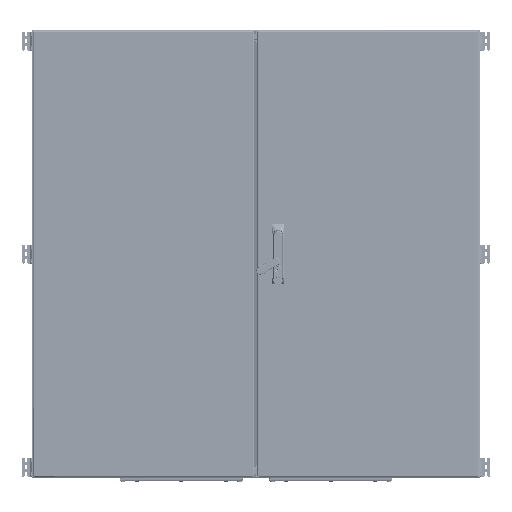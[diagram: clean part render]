
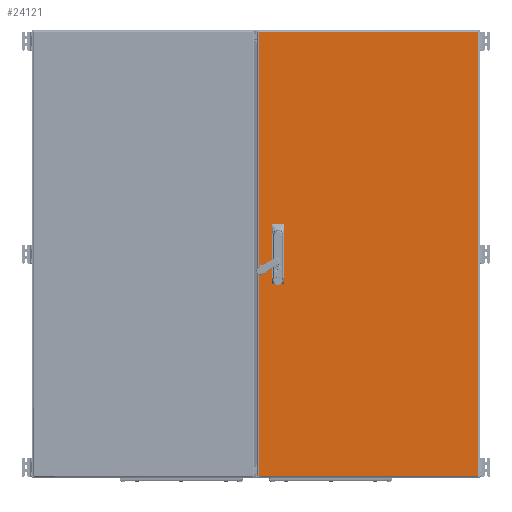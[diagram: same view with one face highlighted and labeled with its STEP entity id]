
A CAD part, top view. The second image highlights one B-rep face of the part: STEP entity #24121.
In plain terms, the highlighted planar face has unit normal (0, 0, 1).
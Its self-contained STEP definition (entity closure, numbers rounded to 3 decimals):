
#3547 = EDGE_CURVE ( 'NONE', #164830, #191433, #66841, .T. ) ;
#5127 = DIRECTION ( 'NONE',  ( 0., 0., -1. ) ) ;
#5237 = LINE ( 'NONE', #56637, #91325 ) ;
#5372 = VECTOR ( 'NONE', #61289, 1000. ) ;
#6410 = VECTOR ( 'NONE', #138597, 1000. ) ;
#8620 = CARTESIAN_POINT ( 'NONE',  ( 293., -594.293, 0. ) ) ;
#9365 = EDGE_CURVE ( 'NONE', #137574, #90677, #178307, .T. ) ;
#9687 = DIRECTION ( 'NONE',  ( 0., 1., 0. ) ) ;
#18281 = DIRECTION ( 'NONE',  ( -1., 0., 0. ) ) ;
#23421 = VECTOR ( 'NONE', #169733, 1000. ) ;
#24121 = ADVANCED_FACE ( 'NONE', ( #26921, #189052, #71884 ), #109049, .F. ) ;
#26921 = FACE_BOUND ( 'NONE', #88747, .T. ) ;
#28791 = VECTOR ( 'NONE', #18281, 1000. ) ;
#31502 = ORIENTED_EDGE ( 'NONE', *, *, #95403, .T. ) ;
#32914 = DIRECTION ( 'NONE',  ( 0., -1., 0. ) ) ;
#41953 = EDGE_CURVE ( 'NONE', #115896, #51255, #45985, .T. ) ;
#45985 = LINE ( 'NONE', #179564, #60598 ) ;
#50414 = CARTESIAN_POINT ( 'NONE',  ( -293., 594.293, 0. ) ) ;
#51255 = VERTEX_POINT ( 'NONE', #117092 ) ;
#52229 = ORIENTED_EDGE ( 'NONE', *, *, #204446, .T. ) ;
#54521 = VECTOR ( 'NONE', #103332, 1000. ) ;
#56308 = ORIENTED_EDGE ( 'NONE', *, *, #146788, .T. ) ;
#56637 = CARTESIAN_POINT ( 'NONE',  ( -253.8, -75., 0. ) ) ;
#58392 = CARTESIAN_POINT ( 'NONE',  ( -253.8, 0., 0. ) ) ;
#60598 = VECTOR ( 'NONE', #137823, 1000. ) ;
#61289 = DIRECTION ( 'NONE',  ( -1., 0., 0. ) ) ;
#64020 = VERTEX_POINT ( 'NONE', #108877 ) ;
#65587 = CARTESIAN_POINT ( 'NONE',  ( -228.8, -75., 0. ) ) ;
#66841 = LINE ( 'NONE', #50414, #135632 ) ;
#69057 = VERTEX_POINT ( 'NONE', #86286 ) ;
#71884 = FACE_BOUND ( 'NONE', #88740, .T. ) ;
#77796 = ORIENTED_EDGE ( 'NONE', *, *, #97137, .F. ) ;
#82186 = ORIENTED_EDGE ( 'NONE', *, *, #164087, .T. ) ;
#83557 = ORIENTED_EDGE ( 'NONE', *, *, #41953, .T. ) ;
#84776 = CARTESIAN_POINT ( 'NONE',  ( -294.293, -593., 0. ) ) ;
#86286 = CARTESIAN_POINT ( 'NONE',  ( -253.8, -75., 0. ) ) ;
#87301 = EDGE_CURVE ( 'NONE', #183936, #64020, #127330, .T. ) ;
#88740 = EDGE_LOOP ( 'NONE', ( #52229, #56308, #161122, #77796 ) ) ;
#88747 = EDGE_LOOP ( 'NONE', ( #193498, #142913, #83557, #82186 ) ) ;
#89641 = CARTESIAN_POINT ( 'NONE',  ( 293., 593., 0. ) ) ;
#90677 = VERTEX_POINT ( 'NONE', #89641 ) ;
#91325 = VECTOR ( 'NONE', #121271, 1000. ) ;
#91599 = CARTESIAN_POINT ( 'NONE',  ( -228.8, -25., 0. ) ) ;
#94913 = VECTOR ( 'NONE', #9687, 1000. ) ;
#95403 = EDGE_CURVE ( 'NONE', #191433, #137574, #188754, .T. ) ;
#95995 = CARTESIAN_POINT ( 'NONE',  ( -228.8, 75., 0. ) ) ;
#97137 = EDGE_CURVE ( 'NONE', #180105, #177714, #101775, .T. ) ;
#98129 = ORIENTED_EDGE ( 'NONE', *, *, #9365, .T. ) ;
#99283 = CARTESIAN_POINT ( 'NONE',  ( 0., 75., 0. ) ) ;
#101775 = LINE ( 'NONE', #152209, #23421 ) ;
#103332 = DIRECTION ( 'NONE',  ( 1., 0., 0. ) ) ;
#104635 = LINE ( 'NONE', #155051, #6410 ) ;
#105866 = CARTESIAN_POINT ( 'NONE',  ( 293., -593., 0. ) ) ;
#106576 = CARTESIAN_POINT ( 'NONE',  ( -228.8, -75., 0. ) ) ;
#107096 = CARTESIAN_POINT ( 'NONE',  ( -253.8, 75., 0. ) ) ;
#108877 = CARTESIAN_POINT ( 'NONE',  ( -253.8, 25., 0. ) ) ;
#109049 = PLANE ( 'NONE',  #146133 ) ;
#112729 = LINE ( 'NONE', #65587, #5372 ) ;
#113868 = CARTESIAN_POINT ( 'NONE',  ( -228.8, -25., 0. ) ) ;
#115896 = VERTEX_POINT ( 'NONE', #95995 ) ;
#117092 = CARTESIAN_POINT ( 'NONE',  ( -228.8, 25., 0. ) ) ;
#121271 = DIRECTION ( 'NONE',  ( 0., 1., 0. ) ) ;
#127280 = VECTOR ( 'NONE', #180677, 1000. ) ;
#127330 = LINE ( 'NONE', #58392, #150891 ) ;
#128142 = CARTESIAN_POINT ( 'NONE',  ( -293., -593., 0. ) ) ;
#134653 = CARTESIAN_POINT ( 'NONE',  ( 294.293, 593., 0. ) ) ;
#135388 = LINE ( 'NONE', #99283, #28791 ) ;
#135632 = VECTOR ( 'NONE', #32914, 1000. ) ;
#136299 = EDGE_CURVE ( 'NONE', #177714, #180204, #211366, .T. ) ;
#137574 = VERTEX_POINT ( 'NONE', #105866 ) ;
#137823 = DIRECTION ( 'NONE',  ( 0., -1., 0. ) ) ;
#138597 = DIRECTION ( 'NONE',  ( -1., 0., 0. ) ) ;
#142913 = ORIENTED_EDGE ( 'NONE', *, *, #152705, .F. ) ;
#146133 = AXIS2_PLACEMENT_3D ( 'NONE', #193353, #5127, #175894 ) ;
#146788 = EDGE_CURVE ( 'NONE', #69057, #180204, #5237, .T. ) ;
#150891 = VECTOR ( 'NONE', #192022, 1000. ) ;
#152209 = CARTESIAN_POINT ( 'NONE',  ( -228.8, -75., 0. ) ) ;
#152705 = EDGE_CURVE ( 'NONE', #115896, #183936, #135388, .T. ) ;
#155051 = CARTESIAN_POINT ( 'NONE',  ( 0., 25., 0. ) ) ;
#161122 = ORIENTED_EDGE ( 'NONE', *, *, #136299, .F. ) ;
#164087 = EDGE_CURVE ( 'NONE', #51255, #64020, #104635, .T. ) ;
#164830 = VERTEX_POINT ( 'NONE', #187338 ) ;
#168663 = DIRECTION ( 'NONE',  ( -1., 0., 0. ) ) ;
#169733 = DIRECTION ( 'NONE',  ( 0., 1., 0. ) ) ;
#170893 = ORIENTED_EDGE ( 'NONE', *, *, #3547, .T. ) ;
#172117 = EDGE_LOOP ( 'NONE', ( #31502, #98129, #188211, #170893 ) ) ;
#175894 = DIRECTION ( 'NONE',  ( -1., 0., 0. ) ) ;
#177714 = VERTEX_POINT ( 'NONE', #91599 ) ;
#178307 = LINE ( 'NONE', #8620, #94913 ) ;
#179564 = CARTESIAN_POINT ( 'NONE',  ( -228.8, 0., 0. ) ) ;
#180105 = VERTEX_POINT ( 'NONE', #106576 ) ;
#180204 = VERTEX_POINT ( 'NONE', #214548 ) ;
#180677 = DIRECTION ( 'NONE',  ( -1., 0., 0. ) ) ;
#181759 = EDGE_CURVE ( 'NONE', #90677, #164830, #182868, .T. ) ;
#182868 = LINE ( 'NONE', #134653, #204226 ) ;
#183936 = VERTEX_POINT ( 'NONE', #107096 ) ;
#187338 = CARTESIAN_POINT ( 'NONE',  ( -293., 593., 0. ) ) ;
#188211 = ORIENTED_EDGE ( 'NONE', *, *, #181759, .T. ) ;
#188754 = LINE ( 'NONE', #84776, #54521 ) ;
#189052 = FACE_OUTER_BOUND ( 'NONE', #172117, .T. ) ;
#191433 = VERTEX_POINT ( 'NONE', #128142 ) ;
#192022 = DIRECTION ( 'NONE',  ( 0., -1., 0. ) ) ;
#193353 = CARTESIAN_POINT ( 'NONE',  ( 0., 0., 0. ) ) ;
#193498 = ORIENTED_EDGE ( 'NONE', *, *, #87301, .F. ) ;
#204226 = VECTOR ( 'NONE', #168663, 1000. ) ;
#204446 = EDGE_CURVE ( 'NONE', #180105, #69057, #112729, .T. ) ;
#211366 = LINE ( 'NONE', #113868, #127280 ) ;
#214548 = CARTESIAN_POINT ( 'NONE',  ( -253.8, -25., 0. ) ) ;
